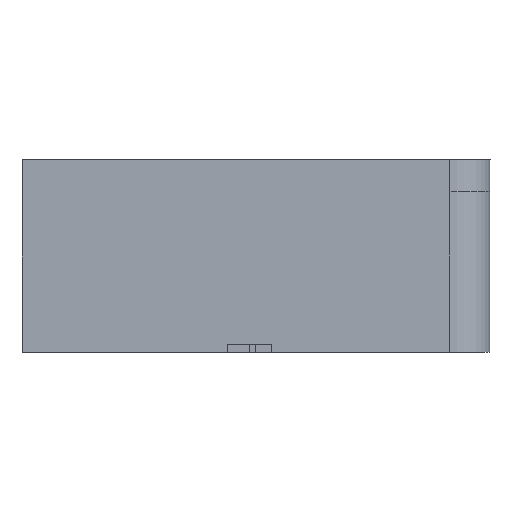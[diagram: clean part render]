
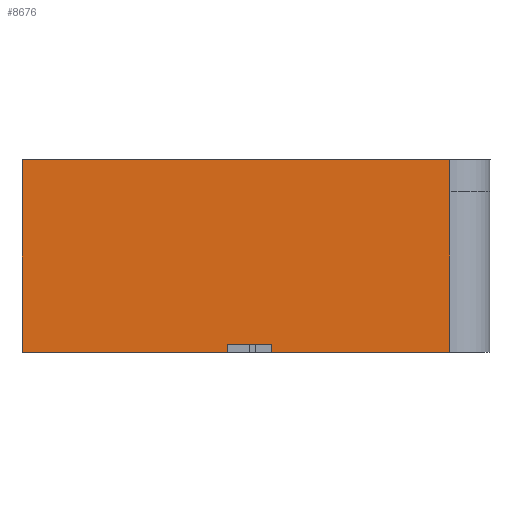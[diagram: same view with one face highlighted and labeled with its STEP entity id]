
A CAD part, left-side view. The second image highlights one B-rep face of the part: STEP entity #8676.
In plain terms, the highlighted planar face has unit normal (-1, 0, 0).
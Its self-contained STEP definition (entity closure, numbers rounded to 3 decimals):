
#94 = ORIENTED_EDGE ( 'NONE', *, *, #7673, .T. ) ;
#191 = CARTESIAN_POINT ( 'NONE',  ( 97.7, -10.7, -37.096 ) ) ;
#287 = LINE ( 'NONE', #8976, #10766 ) ;
#305 = CARTESIAN_POINT ( 'NONE',  ( 97.7, -33., 65.705 ) ) ;
#767 = EDGE_CURVE ( 'NONE', #1879, #839, #9634, .T. ) ;
#783 = CARTESIAN_POINT ( 'NONE',  ( 97.7, -5.3, -38.096 ) ) ;
#839 = VERTEX_POINT ( 'NONE', #12658 ) ;
#870 = DIRECTION ( 'NONE',  ( 0., 1., 0. ) ) ;
#923 = VECTOR ( 'NONE', #12707, 1000. ) ;
#943 = CARTESIAN_POINT ( 'NONE',  ( 97.7, 20.4, -14.096 ) ) ;
#1702 = CARTESIAN_POINT ( 'NONE',  ( 97.7, -10.7, -38.096 ) ) ;
#1775 = CARTESIAN_POINT ( 'NONE',  ( 97.7, -5.3, -37.096 ) ) ;
#1879 = VERTEX_POINT ( 'NONE', #7009 ) ;
#1901 = DIRECTION ( 'NONE',  ( 0., 0., -1. ) ) ;
#2159 = VERTEX_POINT ( 'NONE', #8350 ) ;
#2224 = LINE ( 'NONE', #305, #7001 ) ;
#2282 = EDGE_CURVE ( 'NONE', #12566, #5558, #5839, .T. ) ;
#2637 = EDGE_CURVE ( 'NONE', #5997, #6514, #3379, .T. ) ;
#2691 = ORIENTED_EDGE ( 'NONE', *, *, #9358, .T. ) ;
#3270 = DIRECTION ( 'NONE',  ( 0., 0., -1. ) ) ;
#3379 = LINE ( 'NONE', #7503, #10073 ) ;
#3455 = ORIENTED_EDGE ( 'NONE', *, *, #4862, .F. ) ;
#3727 = DIRECTION ( 'NONE',  ( 0., 1., 0. ) ) ;
#3796 = CARTESIAN_POINT ( 'NONE',  ( 97.7, 20.4, -18.096 ) ) ;
#3831 = EDGE_CURVE ( 'NONE', #9552, #12566, #4028, .T. ) ;
#4011 = CARTESIAN_POINT ( 'NONE',  ( 97.7, -35., 65.705 ) ) ;
#4028 = LINE ( 'NONE', #10703, #11910 ) ;
#4348 = VECTOR ( 'NONE', #1901, 1000. ) ;
#4510 = VECTOR ( 'NONE', #3270, 1000. ) ;
#4754 = AXIS2_PLACEMENT_3D ( 'NONE', #4011, #8824, #7868 ) ;
#4818 = LINE ( 'NONE', #8749, #4990 ) ;
#4861 = LINE ( 'NONE', #943, #4348 ) ;
#4862 = EDGE_CURVE ( 'NONE', #5558, #6514, #4818, .T. ) ;
#4900 = FACE_OUTER_BOUND ( 'NONE', #6632, .T. ) ;
#4990 = VECTOR ( 'NONE', #3727, 1000. ) ;
#5020 = ORIENTED_EDGE ( 'NONE', *, *, #11114, .T. ) ;
#5398 = CARTESIAN_POINT ( 'NONE',  ( 97.7, -33., 65.705 ) ) ;
#5508 = ORIENTED_EDGE ( 'NONE', *, *, #3831, .F. ) ;
#5550 = VECTOR ( 'NONE', #8487, 1000. ) ;
#5558 = VERTEX_POINT ( 'NONE', #783 ) ;
#5692 = CARTESIAN_POINT ( 'NONE',  ( 97.7, -5.3, -37.096 ) ) ;
#5839 = LINE ( 'NONE', #1775, #923 ) ;
#5956 = VERTEX_POINT ( 'NONE', #7404 ) ;
#5997 = VERTEX_POINT ( 'NONE', #3796 ) ;
#6038 = CARTESIAN_POINT ( 'NONE',  ( 97.7, -10.7, -37.096 ) ) ;
#6151 = CARTESIAN_POINT ( 'NONE',  ( 97.7, 20.4, -38.096 ) ) ;
#6365 = VECTOR ( 'NONE', #12403, 1000. ) ;
#6514 = VERTEX_POINT ( 'NONE', #6151 ) ;
#6552 = CARTESIAN_POINT ( 'NONE',  ( 97.7, 20.4, -14.096 ) ) ;
#6632 = EDGE_LOOP ( 'NONE', ( #7771, #5508, #7694, #12246, #94, #2691, #10652, #5020, #6900, #3455 ) ) ;
#6900 = ORIENTED_EDGE ( 'NONE', *, *, #2637, .T. ) ;
#6919 = EDGE_CURVE ( 'NONE', #2159, #12591, #287, .T. ) ;
#7001 = VECTOR ( 'NONE', #12316, 1000. ) ;
#7009 = CARTESIAN_POINT ( 'NONE',  ( 97.7, 20.4, -14.096 ) ) ;
#7404 = CARTESIAN_POINT ( 'NONE',  ( 97.7, -33., -18.096 ) ) ;
#7503 = CARTESIAN_POINT ( 'NONE',  ( 97.7, 20.4, 65.705 ) ) ;
#7673 = EDGE_CURVE ( 'NONE', #2159, #5956, #2224, .T. ) ;
#7694 = ORIENTED_EDGE ( 'NONE', *, *, #9218, .T. ) ;
#7771 = ORIENTED_EDGE ( 'NONE', *, *, #2282, .F. ) ;
#7868 = DIRECTION ( 'NONE',  ( 0., 0., 1. ) ) ;
#8043 = LINE ( 'NONE', #191, #4510 ) ;
#8350 = CARTESIAN_POINT ( 'NONE',  ( 97.7, -33., -38.096 ) ) ;
#8483 = LINE ( 'NONE', #5398, #6365 ) ;
#8487 = DIRECTION ( 'NONE',  ( 0., -1., 0. ) ) ;
#8676 = ADVANCED_FACE ( 'NONE', ( #4900 ), #8900, .T. ) ;
#8749 = CARTESIAN_POINT ( 'NONE',  ( 97.7, -35., -38.096 ) ) ;
#8824 = DIRECTION ( 'NONE',  ( -1., 0., 0. ) ) ;
#8900 = PLANE ( 'NONE',  #4754 ) ;
#8976 = CARTESIAN_POINT ( 'NONE',  ( 97.7, -35., -38.096 ) ) ;
#9218 = EDGE_CURVE ( 'NONE', #9552, #12591, #8043, .T. ) ;
#9301 = DIRECTION ( 'NONE',  ( 0., 0., -1. ) ) ;
#9358 = EDGE_CURVE ( 'NONE', #5956, #839, #8483, .T. ) ;
#9552 = VERTEX_POINT ( 'NONE', #6038 ) ;
#9634 = LINE ( 'NONE', #6552, #5550 ) ;
#10073 = VECTOR ( 'NONE', #9301, 1000. ) ;
#10652 = ORIENTED_EDGE ( 'NONE', *, *, #767, .F. ) ;
#10703 = CARTESIAN_POINT ( 'NONE',  ( 97.7, -5.3, -37.096 ) ) ;
#10766 = VECTOR ( 'NONE', #12054, 1000. ) ;
#11114 = EDGE_CURVE ( 'NONE', #1879, #5997, #4861, .T. ) ;
#11910 = VECTOR ( 'NONE', #870, 1000. ) ;
#12054 = DIRECTION ( 'NONE',  ( 0., 1., 0. ) ) ;
#12246 = ORIENTED_EDGE ( 'NONE', *, *, #6919, .F. ) ;
#12316 = DIRECTION ( 'NONE',  ( 0., 0., 1. ) ) ;
#12403 = DIRECTION ( 'NONE',  ( 0., 0., 1. ) ) ;
#12566 = VERTEX_POINT ( 'NONE', #5692 ) ;
#12591 = VERTEX_POINT ( 'NONE', #1702 ) ;
#12658 = CARTESIAN_POINT ( 'NONE',  ( 97.7, -33., -14.096 ) ) ;
#12707 = DIRECTION ( 'NONE',  ( 0., 0., -1. ) ) ;
